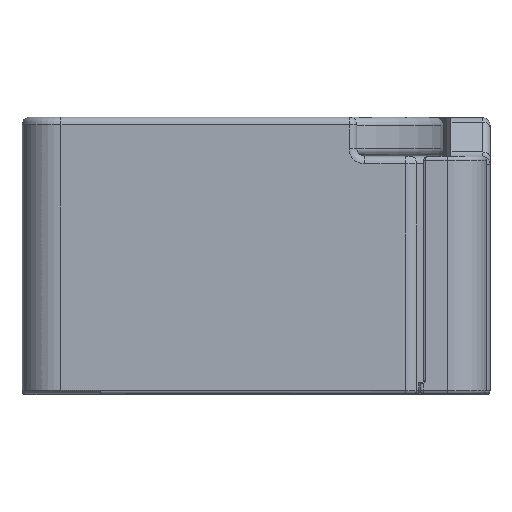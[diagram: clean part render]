
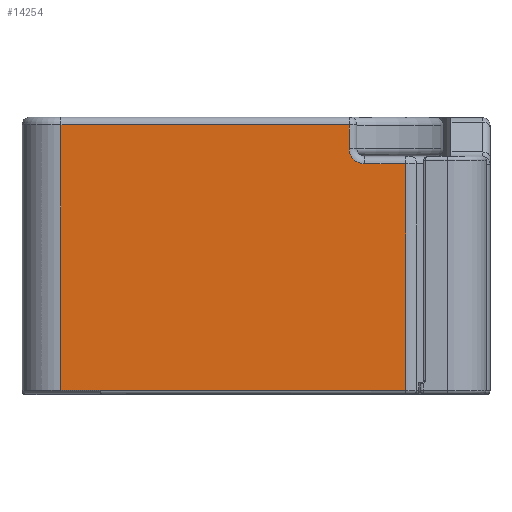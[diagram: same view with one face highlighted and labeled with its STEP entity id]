
A CAD part, top view. The second image highlights one B-rep face of the part: STEP entity #14254.
In plain terms, the highlighted planar face has unit normal (0, 0, 1).
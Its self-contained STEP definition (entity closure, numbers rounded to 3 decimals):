
#3415=DIRECTION('',(-1.,0.,0.));
#3416=VECTOR('',#3415,3.917);
#3417=CARTESIAN_POINT('',(1.917,0.05,3.));
#3418=LINE('',#3417,#3416);
#3422=DIRECTION('',(0.,-1.,0.));
#3423=VECTOR('',#3422,3.4);
#3424=CARTESIAN_POINT('',(-2.5,3.45,3.));
#3425=LINE('',#3424,#3423);
#3429=DIRECTION('',(1.,0.,0.));
#3430=VECTOR('',#3429,3.693);
#3431=CARTESIAN_POINT('',(-2.5,3.45,3.));
#3432=LINE('',#3431,#3430);
#3436=DIRECTION('',(0.,-1.,0.));
#3437=VECTOR('',#3436,0.3);
#3438=CARTESIAN_POINT('',(1.193,3.45,3.));
#3439=LINE('',#3438,#3437);
#3443=CARTESIAN_POINT('',(1.393,3.15,3.));
#3444=DIRECTION('',(0.,0.,1.));
#3445=DIRECTION('',(-1.,0.,0.));
#3446=AXIS2_PLACEMENT_3D('',#3443,#3444,#3445);
#3451=DIRECTION('',(1.,0.,0.));
#3452=VECTOR('',#3451,0.524);
#3453=CARTESIAN_POINT('',(1.393,2.95,3.));
#3454=LINE('',#3453,#3452);
#3458=DIRECTION('',(0.,-1.,0.));
#3459=VECTOR('',#3458,2.9);
#3460=CARTESIAN_POINT('',(1.917,2.95,3.));
#3461=LINE('',#3460,#3459);
#5429=DIRECTION('',(1.,0.,0.));
#5430=VECTOR('',#5429,0.5);
#5431=CARTESIAN_POINT('',(-2.5,0.05,3.));
#5432=LINE('',#5431,#5430);
#10649=CARTESIAN_POINT('',(-2.5,0.05,3.));
#10651=VERTEX_POINT('',#10649);
#10729=CARTESIAN_POINT('',(1.193,3.45,3.));
#10730=CARTESIAN_POINT('',(1.193,3.15,3.));
#10731=VERTEX_POINT('',#10729);
#10732=VERTEX_POINT('',#10730);
#10735=CARTESIAN_POINT('',(1.393,2.95,3.));
#10736=VERTEX_POINT('',#10735);
#10739=CARTESIAN_POINT('',(1.917,2.95,3.));
#10740=VERTEX_POINT('',#10739);
#10837=CARTESIAN_POINT('',(-2.5,3.45,3.));
#10838=VERTEX_POINT('',#10837);
#10975=CARTESIAN_POINT('',(1.917,0.05,3.));
#10976=CARTESIAN_POINT('',(-2.,0.05,3.));
#10977=VERTEX_POINT('',#10975);
#10978=VERTEX_POINT('',#10976);
#14234=CARTESIAN_POINT('',(-3.,0.05,3.));
#14235=DIRECTION('',(0.,0.,1.));
#14236=DIRECTION('',(1.,0.,0.));
#14237=AXIS2_PLACEMENT_3D('',#14234,#14235,#14236);
#14238=PLANE('',#14237);
#14240=ORIENTED_EDGE('',*,*,#14239,.T.);
#14242=ORIENTED_EDGE('',*,*,#14241,.F.);
#14244=ORIENTED_EDGE('',*,*,#14243,.F.);
#14245=ORIENTED_EDGE('',*,*,#14086,.T.);
#14247=ORIENTED_EDGE('',*,*,#14246,.T.);
#14248=ORIENTED_EDGE('',*,*,#14227,.T.);
#14249=ORIENTED_EDGE('',*,*,#13312,.T.);
#14251=ORIENTED_EDGE('',*,*,#14250,.T.);
#14252=EDGE_LOOP('',(#14240,#14242,#14244,#14245,#14247,#14248,#14249,#14251));
#14253=FACE_OUTER_BOUND('',#14252,.F.);
#14254=ADVANCED_FACE('',(#14253),#14238,.T.);
#3447=CIRCLE('',#3446,0.2);
#13312=EDGE_CURVE('',#10736,#10740,#3454,.T.);
#14086=EDGE_CURVE('',#10838,#10731,#3432,.T.);
#14227=EDGE_CURVE('',#10732,#10736,#3447,.T.);
#14239=EDGE_CURVE('',#10977,#10978,#3418,.T.);
#14241=EDGE_CURVE('',#10651,#10978,#5432,.T.);
#14243=EDGE_CURVE('',#10838,#10651,#3425,.T.);
#14246=EDGE_CURVE('',#10731,#10732,#3439,.T.);
#14250=EDGE_CURVE('',#10740,#10977,#3461,.T.);
